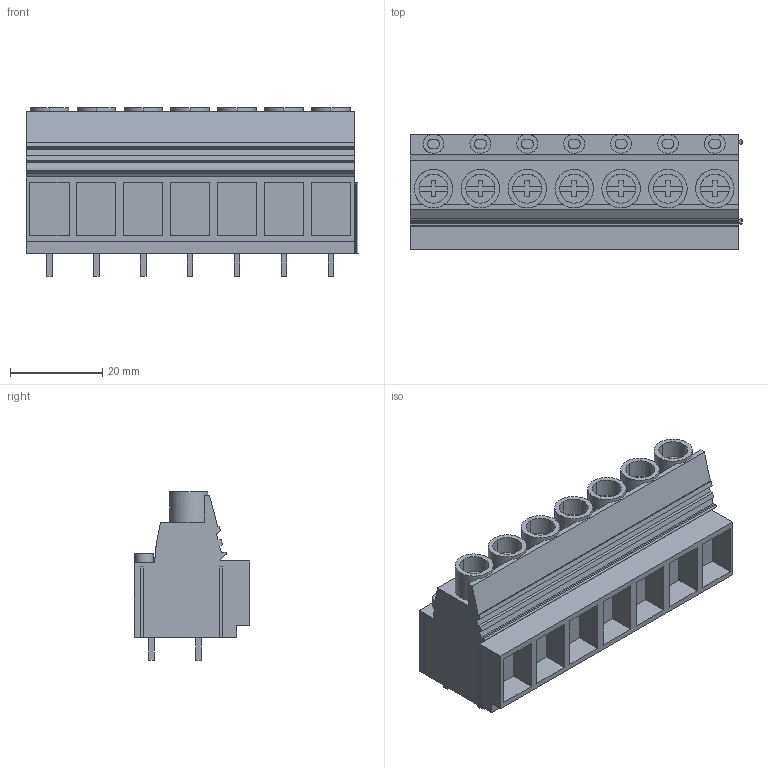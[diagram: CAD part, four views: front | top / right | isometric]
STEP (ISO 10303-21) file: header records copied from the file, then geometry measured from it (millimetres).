
FILE_DESCRIPTION(('CATIA V5 STEP Exchange','CAx-IF Rec.Pracs.--- Model Styling and Organization---1.2---2011-12-15'),'2;1');
FILE_NAME ('D1461499_0_2014160000_2014160000.stp','2018-03-22T17:33:56+00:00',('none'),('Weidmueller'),'CATIA Version 5-6 Release 2014','CATIA V5 STEP AP214','none');
FILE_SCHEMA(('AUTOMOTIVE_DESIGN { 1 0 10303 214 1 1 1 1 }'));
Length unit declared in the file: millimetre
Products named in the file (1): 2014160000
Bounding box: 71.92 x 25.07 x 36.5 mm (x, y, z)
Volume: 32949.2 mm3; surface area: 15298.6 mm2
Topology: 22 solids, 22 shells, 621 faces, 1680 edges, 1138 vertices
Faces by surface type: plane 511, cylinder 101, extrusion 9
Entity records: 18517 total; most frequent: CARTESIAN_POINT 3858, ORIENTED_EDGE 3360, DIRECTION 2375, EDGE_CURVE 1680, VECTOR 1427, LINE 1418, VERTEX_POINT 1138, EDGE_LOOP 656
